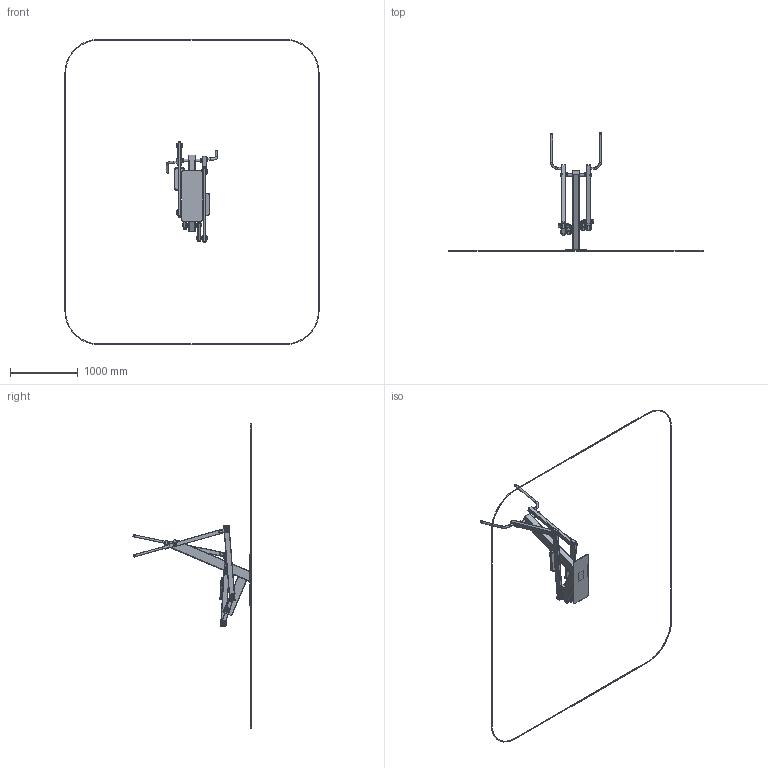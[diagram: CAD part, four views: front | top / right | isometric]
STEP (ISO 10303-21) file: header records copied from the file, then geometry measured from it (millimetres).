
FILE_DESCRIPTION(('STEP AP214'), '1');
FILE_NAME('óëè÷íûé òðåíàæåð_Ýëëèïòè÷åñêèé', '', ('UNSPECIFIED'), ('UNSPECIFIED'), 'C3D Converter', 'C3D Toolkit', '');
FILE_SCHEMA(('AUTOMOTIVE_DESIGN { 1 0 10303 214 3 1 1}'));
Length unit declared in the file: millimetre
Products named in the file (45): УТ-10.1Н.00.02.04; УТ-10.1Н.00.01.02; УТ-10.1Н.00.01.00; УТ-10.1Н.00.01.01; УТ-18.00.01.05; ФК-03.03
Assembly tree (76 placements, depth 4):
  (unnamed)
    (unnamed)
      (unnamed)
      (unnamed)
      (unnamed)
      УТ-10.1Н.00.02.04
      (unnamed)  x2
    (unnamed)  x2
      УТ-10.1Н.00.01.02
      (unnamed)
    (unnamed)
    (unnamed)  x2
      (unnamed)
        (unnamed)
        (unnamed)  x2
      (unnamed)
    (unnamed)
      (unnamed)
        (unnamed)
        (unnamed)
        (unnamed)
      УТ-10.1Н.00.01.00
        УТ-10.1Н.00.01.02
        УТ-10.1Н.00.01.01
      (unnamed)
        УТ-10.1Н.00.01.02
        (unnamed)
      (unnamed)
      (unnamed)  x2
      (unnamed)
    (unnamed)
      (unnamed)
        (unnamed)
        (unnamed)
        (unnamed)
      (unnamed)
      (unnamed)
        УТ-10.1Н.00.01.02
        (unnamed)
      УТ-10.1Н.00.01.00
        УТ-10.1Н.00.01.02
        УТ-10.1Н.00.01.01
      (unnamed)
      (unnamed)  x2
    (unnamed)  x2
      (unnamed)
        (unnamed)
        (unnamed)
        УТ-18.00.01.05
        (unnamed)  x2
      (unnamed)
        (unnamed)
        УТ-10.1Н.00.01.01
      (unnamed)
    (unnamed)
    (unnamed)
      ФК-03.03  x6
      (unnamed)  x2
      (unnamed)  x3
    (unnamed)  x6
Bounding box: 3752.57 x 1745.73 x 4502.77 mm (x, y, z)
Volume: 13671176.4 mm3; surface area: 6274209 mm2
Topology: 65 solids, 71 shells, 1271 faces, 2729 edges, 1699 vertices
Faces by surface type: plane 545, cylinder 476, torus 140, cone 98, bspline 12
Full cylindrical faces by diameter (mm): 8 x4, 10 x6, 10.5 x16, 12 x2, 18 x2, 24 x2, 28 x4, 28.4 x4, 29 x2, 30 x12, 32 x6, 34 x6, 35 x2, 36 x7, 37 x2, 40 x6, 43 x12, 43.2 x4, 46 x12, 48 x11, 48.2 x8, 49 x12, 53 x20, 55 x12, 56 x14, 58 x10, 59 x10, 63 x10, 65 x2
Entity records: 19692 total; most frequent: CARTESIAN_POINT 4009, DIRECTION 2516, ORIENTED_EDGE 1904, AXIS2_PLACEMENT_3D 1023, EDGE_CURVE 952, EDGE_LOOP 742, VERTEX_POINT 692, ADVANCED_FACE 502
